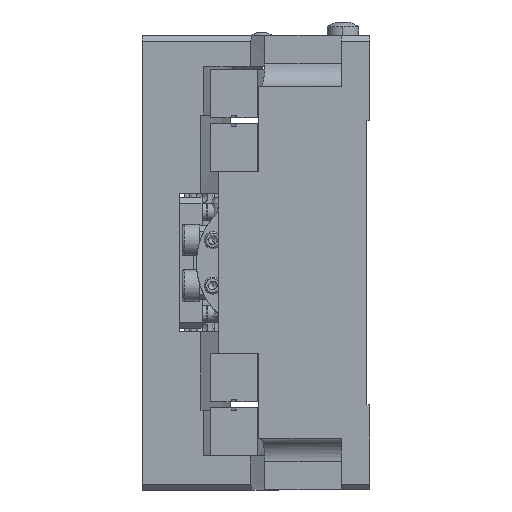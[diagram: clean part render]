
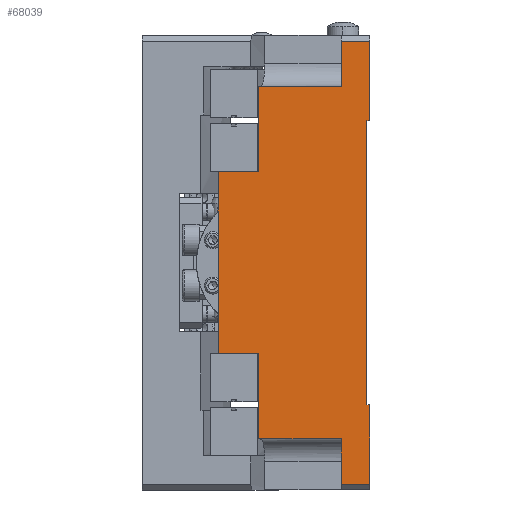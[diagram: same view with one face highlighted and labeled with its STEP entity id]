
A CAD part, left-side view. The second image highlights one B-rep face of the part: STEP entity #68039.
In plain terms, the highlighted planar face has unit normal (-1, 0, 0).
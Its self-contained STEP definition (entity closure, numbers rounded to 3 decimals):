
#43 = LINE ( 'NONE', #79822, #38028 ) ;
#125 = LINE ( 'NONE', #19156, #58218 ) ;
#479 = ORIENTED_EDGE ( 'NONE', *, *, #20121, .F. ) ;
#520 = CARTESIAN_POINT ( 'NONE',  ( -40., 26.63, -16. ) ) ;
#624 = EDGE_CURVE ( 'NONE', #5106, #91717, #43, .T. ) ;
#834 = AXIS2_PLACEMENT_3D ( 'NONE', #77971, #10086, #33324 ) ;
#2401 = VERTEX_POINT ( 'NONE', #520 ) ;
#4797 = CARTESIAN_POINT ( 'NONE',  ( -40., 26.63, -16. ) ) ;
#4965 = LINE ( 'NONE', #36768, #16843 ) ;
#5106 = VERTEX_POINT ( 'NONE', #50231 ) ;
#5614 = DIRECTION ( 'NONE',  ( 0., 0., -1. ) ) ;
#8133 = LINE ( 'NONE', #17227, #53199 ) ;
#8624 = DIRECTION ( 'NONE',  ( 0., 0., -1. ) ) ;
#9468 = EDGE_CURVE ( 'NONE', #2401, #39004, #50014, .T. ) ;
#9490 = DIRECTION ( 'NONE',  ( 0., 1., 0. ) ) ;
#9663 = VECTOR ( 'NONE', #34647, 1000. ) ;
#10086 = DIRECTION ( 'NONE',  ( 1., 0., 0. ) ) ;
#11224 = EDGE_CURVE ( 'NONE', #32708, #2401, #8133, .T. ) ;
#11447 = ORIENTED_EDGE ( 'NONE', *, *, #624, .F. ) ;
#13813 = CARTESIAN_POINT ( 'NONE',  ( -40., 19.5, -16. ) ) ;
#14036 = ORIENTED_EDGE ( 'NONE', *, *, #11224, .T. ) ;
#15091 = ORIENTED_EDGE ( 'NONE', *, *, #85465, .T. ) ;
#15497 = VERTEX_POINT ( 'NONE', #21028 ) ;
#16843 = VECTOR ( 'NONE', #44373, 1000. ) ;
#17111 = VERTEX_POINT ( 'NONE', #50245 ) ;
#17227 = CARTESIAN_POINT ( 'NONE',  ( -40., 26.63, 40. ) ) ;
#19156 = CARTESIAN_POINT ( 'NONE',  ( -40., 0.5, -25. ) ) ;
#20121 = EDGE_CURVE ( 'NONE', #28824, #22590, #33327, .T. ) ;
#20245 = DIRECTION ( 'NONE',  ( 0., -1., 0. ) ) ;
#20551 = LINE ( 'NONE', #50830, #44378 ) ;
#20818 = ORIENTED_EDGE ( 'NONE', *, *, #48866, .F. ) ;
#20837 = LINE ( 'NONE', #43216, #35124 ) ;
#21028 = CARTESIAN_POINT ( 'NONE',  ( -40., 19.5, 31. ) ) ;
#21427 = VECTOR ( 'NONE', #69596, 1000. ) ;
#21885 = VERTEX_POINT ( 'NONE', #32556 ) ;
#22590 = VERTEX_POINT ( 'NONE', #50619 ) ;
#23040 = EDGE_CURVE ( 'NONE', #39616, #32708, #45524, .T. ) ;
#23606 = ORIENTED_EDGE ( 'NONE', *, *, #26160, .T. ) ;
#23721 = CARTESIAN_POINT ( 'NONE',  ( -40., 0.5, 25. ) ) ;
#24816 = VECTOR ( 'NONE', #44394, 1000. ) ;
#26147 = CARTESIAN_POINT ( 'NONE',  ( -40., 19.5, -31. ) ) ;
#26160 = EDGE_CURVE ( 'NONE', #5106, #22590, #60523, .T. ) ;
#26168 = VECTOR ( 'NONE', #62826, 1000. ) ;
#26631 = CARTESIAN_POINT ( 'NONE',  ( -40., 26.63, 16. ) ) ;
#28075 = CARTESIAN_POINT ( 'NONE',  ( -40., 0., -25. ) ) ;
#28450 = VECTOR ( 'NONE', #9490, 1000. ) ;
#28824 = VERTEX_POINT ( 'NONE', #28075 ) ;
#30311 = EDGE_CURVE ( 'NONE', #39004, #65365, #20551, .T. ) ;
#31710 = ORIENTED_EDGE ( 'NONE', *, *, #55339, .F. ) ;
#32556 = CARTESIAN_POINT ( 'NONE',  ( -40., 5., 39. ) ) ;
#32611 = ORIENTED_EDGE ( 'NONE', *, *, #49158, .T. ) ;
#32708 = VERTEX_POINT ( 'NONE', #26631 ) ;
#33324 = DIRECTION ( 'NONE',  ( 0., 0., -1. ) ) ;
#33327 = LINE ( 'NONE', #83818, #21427 ) ;
#33725 = CARTESIAN_POINT ( 'NONE',  ( -40., 5., 40. ) ) ;
#33849 = CARTESIAN_POINT ( 'NONE',  ( -40., 19.5, 16. ) ) ;
#34647 = DIRECTION ( 'NONE',  ( 0., -1., 0. ) ) ;
#35124 = VECTOR ( 'NONE', #20245, 1000. ) ;
#35511 = ORIENTED_EDGE ( 'NONE', *, *, #52348, .F. ) ;
#35535 = LINE ( 'NONE', #36461, #24816 ) ;
#36461 = CARTESIAN_POINT ( 'NONE',  ( -40., 0.5, 25. ) ) ;
#36768 = CARTESIAN_POINT ( 'NONE',  ( -40., 20.437, 39. ) ) ;
#38028 = VECTOR ( 'NONE', #57028, 1000. ) ;
#39004 = VERTEX_POINT ( 'NONE', #13813 ) ;
#39616 = VERTEX_POINT ( 'NONE', #68661 ) ;
#40158 = VERTEX_POINT ( 'NONE', #54495 ) ;
#42058 = CARTESIAN_POINT ( 'NONE',  ( -40., 5., -31. ) ) ;
#43216 = CARTESIAN_POINT ( 'NONE',  ( -40., 26.63, 31. ) ) ;
#44256 = EDGE_LOOP ( 'NONE', ( #56140, #58405, #63870, #11447, #23606, #479, #20818, #82337, #32611, #35511, #59701, #15091, #31710, #89528, #48238, #14036 ) ) ;
#44373 = DIRECTION ( 'NONE',  ( 0., 1., 0. ) ) ;
#44378 = VECTOR ( 'NONE', #59089, 1000. ) ;
#44394 = DIRECTION ( 'NONE',  ( 0., 0., -1. ) ) ;
#44445 = DIRECTION ( 'NONE',  ( 0., 1., 0. ) ) ;
#44914 = CARTESIAN_POINT ( 'NONE',  ( -40., 5., 31. ) ) ;
#45524 = LINE ( 'NONE', #95644, #70376 ) ;
#47973 = VECTOR ( 'NONE', #87611, 1000. ) ;
#48238 = ORIENTED_EDGE ( 'NONE', *, *, #23040, .T. ) ;
#48313 = EDGE_CURVE ( 'NONE', #96912, #21885, #4965, .T. ) ;
#48866 = EDGE_CURVE ( 'NONE', #17111, #28824, #125, .T. ) ;
#49158 = EDGE_CURVE ( 'NONE', #40158, #82800, #51105, .T. ) ;
#50014 = LINE ( 'NONE', #4797, #9663 ) ;
#50231 = CARTESIAN_POINT ( 'NONE',  ( -40., 5., -39. ) ) ;
#50245 = CARTESIAN_POINT ( 'NONE',  ( -40., 0.5, -25. ) ) ;
#50619 = CARTESIAN_POINT ( 'NONE',  ( -40., 0., -39. ) ) ;
#50830 = CARTESIAN_POINT ( 'NONE',  ( -40., 19.5, -16. ) ) ;
#51105 = LINE ( 'NONE', #23721, #26168 ) ;
#52348 = EDGE_CURVE ( 'NONE', #96912, #82800, #79445, .T. ) ;
#52809 = EDGE_CURVE ( 'NONE', #40158, #17111, #35535, .T. ) ;
#53199 = VECTOR ( 'NONE', #5614, 1000. ) ;
#53258 = VECTOR ( 'NONE', #86747, 1000. ) ;
#54495 = CARTESIAN_POINT ( 'NONE',  ( -40., 0.5, 25. ) ) ;
#55339 = EDGE_CURVE ( 'NONE', #15497, #95739, #20837, .T. ) ;
#56140 = ORIENTED_EDGE ( 'NONE', *, *, #9468, .T. ) ;
#57028 = DIRECTION ( 'NONE',  ( 0., 0., 1. ) ) ;
#57258 = DIRECTION ( 'NONE',  ( 0., -1., 0. ) ) ;
#58218 = VECTOR ( 'NONE', #57258, 1000. ) ;
#58405 = ORIENTED_EDGE ( 'NONE', *, *, #30311, .T. ) ;
#59089 = DIRECTION ( 'NONE',  ( 0., 0., -1. ) ) ;
#59701 = ORIENTED_EDGE ( 'NONE', *, *, #48313, .T. ) ;
#60523 = LINE ( 'NONE', #86516, #85348 ) ;
#62826 = DIRECTION ( 'NONE',  ( 0., -1., 0. ) ) ;
#63870 = ORIENTED_EDGE ( 'NONE', *, *, #96625, .F. ) ;
#65365 = VERTEX_POINT ( 'NONE', #26147 ) ;
#65793 = CARTESIAN_POINT ( 'NONE',  ( -40., 0., 39. ) ) ;
#67963 = FACE_OUTER_BOUND ( 'NONE', #44256, .T. ) ;
#68039 = ADVANCED_FACE ( 'NONE', ( #67963 ), #78605, .F. ) ;
#68661 = CARTESIAN_POINT ( 'NONE',  ( -40., 19.5, 16. ) ) ;
#68713 = LINE ( 'NONE', #70453, #28450 ) ;
#69596 = DIRECTION ( 'NONE',  ( 0., 0., -1. ) ) ;
#70376 = VECTOR ( 'NONE', #44445, 1000. ) ;
#70453 = CARTESIAN_POINT ( 'NONE',  ( -40., 26.63, -31. ) ) ;
#70465 = LINE ( 'NONE', #33725, #47973 ) ;
#73398 = LINE ( 'NONE', #33849, #53258 ) ;
#77971 = CARTESIAN_POINT ( 'NONE',  ( -40., 26.63, 40. ) ) ;
#78579 = DIRECTION ( 'NONE',  ( 0., -1., 0. ) ) ;
#78605 = PLANE ( 'NONE',  #834 ) ;
#79445 = LINE ( 'NONE', #83807, #90076 ) ;
#79822 = CARTESIAN_POINT ( 'NONE',  ( -40., 5., 40. ) ) ;
#82337 = ORIENTED_EDGE ( 'NONE', *, *, #52809, .F. ) ;
#82800 = VERTEX_POINT ( 'NONE', #85367 ) ;
#83807 = CARTESIAN_POINT ( 'NONE',  ( -40., 0., 40. ) ) ;
#83818 = CARTESIAN_POINT ( 'NONE',  ( -40., 0., 40. ) ) ;
#85348 = VECTOR ( 'NONE', #78579, 1000. ) ;
#85367 = CARTESIAN_POINT ( 'NONE',  ( -40., 0., 25. ) ) ;
#85465 = EDGE_CURVE ( 'NONE', #21885, #95739, #70465, .T. ) ;
#86516 = CARTESIAN_POINT ( 'NONE',  ( -40., 26.63, -39. ) ) ;
#86747 = DIRECTION ( 'NONE',  ( 0., 0., -1. ) ) ;
#87107 = EDGE_CURVE ( 'NONE', #15497, #39616, #73398, .T. ) ;
#87611 = DIRECTION ( 'NONE',  ( 0., 0., -1. ) ) ;
#89528 = ORIENTED_EDGE ( 'NONE', *, *, #87107, .T. ) ;
#90076 = VECTOR ( 'NONE', #8624, 1000. ) ;
#91717 = VERTEX_POINT ( 'NONE', #42058 ) ;
#95644 = CARTESIAN_POINT ( 'NONE',  ( -40., 26.63, 16. ) ) ;
#95739 = VERTEX_POINT ( 'NONE', #44914 ) ;
#96625 = EDGE_CURVE ( 'NONE', #91717, #65365, #68713, .T. ) ;
#96912 = VERTEX_POINT ( 'NONE', #65793 ) ;
